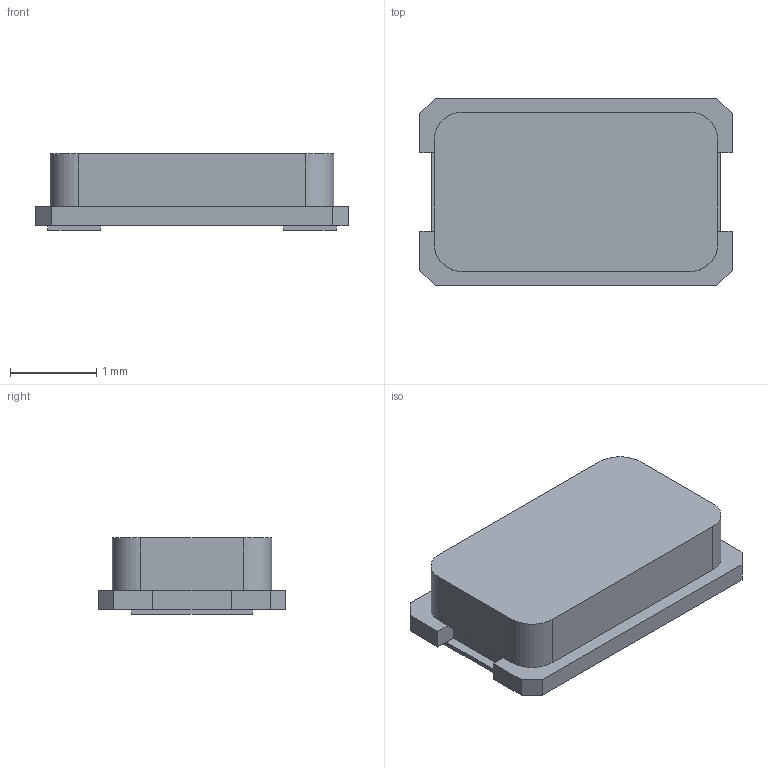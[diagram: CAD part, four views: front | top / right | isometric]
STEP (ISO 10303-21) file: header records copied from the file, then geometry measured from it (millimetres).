
FILE_DESCRIPTION(('STEP AP214'),'1');
FILE_NAME('XTAL_ABS07-166-32_768KHZ-T_ABR-L','2020-09-20T17:14:36',(''),(''),'','','');
FILE_SCHEMA(('AUTOMOTIVE_DESIGN'));
Length unit declared in the file: millimetre
Products named in the file (1): product
Bounding box: 3.63 x 2.18 x 0.89 mm (x, y, z)
Volume: 5.4 mm3; surface area: 39.4 mm2
Topology: 4 solids, 4 shells, 40 faces, 96 edges, 64 vertices
Faces by surface type: plane 36, cylinder 4
Entity records: 1145 total; most frequent: ORIENTED_EDGE 192, DIRECTION 186, CARTESIAN_POINT 113, EDGE_CURVE 96, LINE 88, VECTOR 88, VERTEX_POINT 64, AXIS2_PLACEMENT_3D 49
